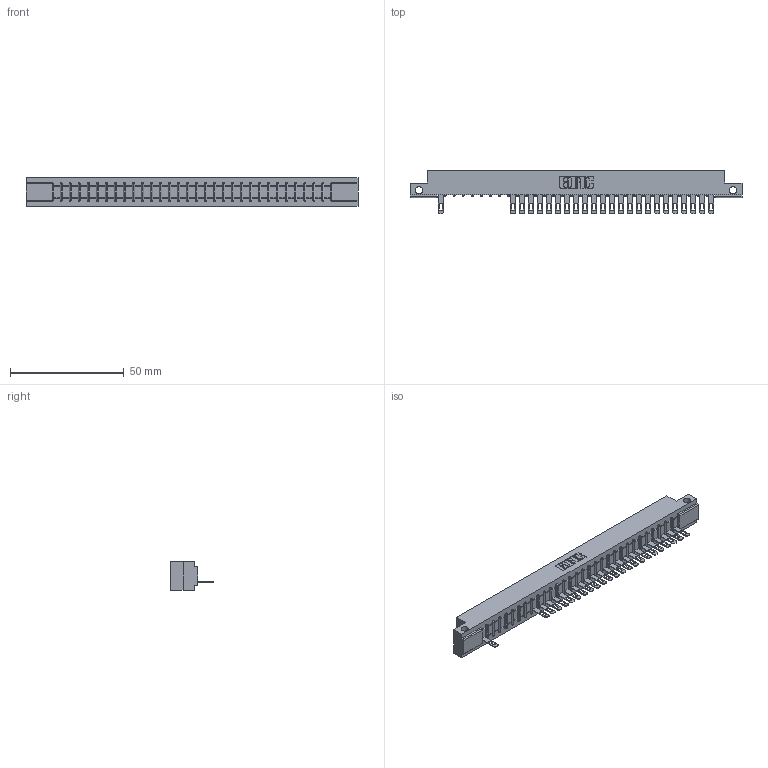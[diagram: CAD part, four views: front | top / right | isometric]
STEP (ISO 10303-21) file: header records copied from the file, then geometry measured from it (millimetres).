
FILE_DESCRIPTION (( 'STEP AP203' ), '1' );
FILE_NAME ('307-031-505-112.STEP', '2018-08-04T20:06:09', ( '' ), ( '' ), 'SwSTEP 2.0', 'SolidWorks 2016', '' );
FILE_SCHEMA (( 'CONFIG_CONTROL_DESIGN' ));
Length unit declared in the file: inch
Products named in the file (3): 307 Part_.128 Dia Side Mounting Holes; 307-290-001_505; 307-031-505-112
Assembly tree (25 placements, depth 2):
  307-031-505-112
    307 Part_.128 Dia Side Mounting Holes
    307-290-001_505  x24
Bounding box: 145.85 x 19.18 x 12.7 mm (x, y, z)
Volume: 14866.3 mm3; surface area: 15112.2 mm2
Topology: 25 solids, 25 shells, 1634 faces, 4657 edges, 2985 vertices
Faces by surface type: plane 1018, cylinder 552, sphere 64
Entity records: 27684 total; most frequent: CARTESIAN_POINT 4689, ORIENTED_EDGE 4682, DIRECTION 4561, EDGE_CURVE 2341, LINE 1789, VECTOR 1789, VERTEX_POINT 1514, AXIS2_PLACEMENT_3D 1386
